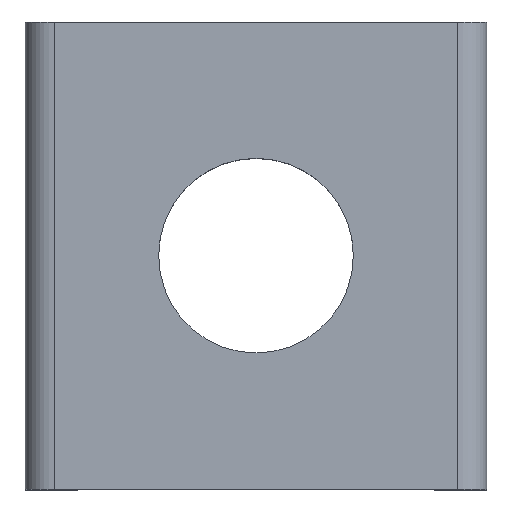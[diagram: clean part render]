
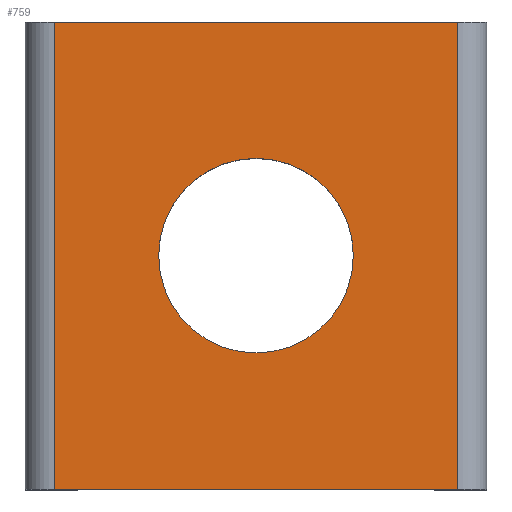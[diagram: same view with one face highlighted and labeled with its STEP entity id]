
A CAD part, top view. The second image highlights one B-rep face of the part: STEP entity #759.
In plain terms, the highlighted planar face has unit normal (0, 0, 1).
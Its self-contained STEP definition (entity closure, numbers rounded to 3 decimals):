
#16=FACE_BOUND('',#119,.T.);
#40=PLANE('',#835);
#78=FACE_OUTER_BOUND('',#118,.T.);
#118=EDGE_LOOP('',(#658,#659,#660,#661));
#119=EDGE_LOOP('',(#662));
#198=LINE('',#1246,#282);
#199=LINE('',#1250,#283);
#203=LINE('',#1259,#287);
#204=LINE('',#1260,#288);
#282=VECTOR('',#1022,10.);
#283=VECTOR('',#1027,10.);
#287=VECTOR('',#1035,10.);
#288=VECTOR('',#1036,10.);
#313=CIRCLE('',#829,1.666);
#381=VERTEX_POINT('',#1239);
#382=VERTEX_POINT('',#1243);
#383=VERTEX_POINT('',#1245);
#384=VERTEX_POINT('',#1249);
#387=VERTEX_POINT('',#1258);
#480=EDGE_CURVE('',#381,#381,#313,.T.);
#483=EDGE_CURVE('',#382,#383,#198,.T.);
#485=EDGE_CURVE('',#383,#384,#199,.T.);
#490=EDGE_CURVE('',#387,#382,#203,.T.);
#491=EDGE_CURVE('',#384,#387,#204,.T.);
#658=ORIENTED_EDGE('',*,*,#483,.F.);
#659=ORIENTED_EDGE('',*,*,#490,.F.);
#660=ORIENTED_EDGE('',*,*,#491,.F.);
#661=ORIENTED_EDGE('',*,*,#485,.F.);
#662=ORIENTED_EDGE('',*,*,#480,.T.);
#759=ADVANCED_FACE('',(#78,#16),#40,.T.);
#829=AXIS2_PLACEMENT_3D('',#1240,#1015,#1016);
#835=AXIS2_PLACEMENT_3D('',#1257,#1033,#1034);
#1015=DIRECTION('center_axis',(0.,0.,-1.));
#1016=DIRECTION('ref_axis',(-1.,0.,0.));
#1022=DIRECTION('',(0.,-1.,0.));
#1027=DIRECTION('',(-1.,0.,0.));
#1033=DIRECTION('center_axis',(0.,0.,1.));
#1034=DIRECTION('ref_axis',(1.,0.,0.));
#1035=DIRECTION('',(1.,0.,0.));
#1036=DIRECTION('',(0.,1.,0.));
#1239=CARTESIAN_POINT('',(1.666,0.,11.2));
#1240=CARTESIAN_POINT('Origin',(0.,0.,11.2));
#1243=CARTESIAN_POINT('',(3.45,4.,11.2));
#1245=CARTESIAN_POINT('',(3.45,-4.,11.2));
#1246=CARTESIAN_POINT('',(3.45,0.,11.2));
#1249=CARTESIAN_POINT('',(-3.45,-4.,11.2));
#1250=CARTESIAN_POINT('',(-3.95,-4.,11.2));
#1257=CARTESIAN_POINT('Origin',(-3.95,0.,11.2));
#1258=CARTESIAN_POINT('',(-3.45,4.,11.2));
#1259=CARTESIAN_POINT('',(-3.95,4.,11.2));
#1260=CARTESIAN_POINT('',(-3.45,0.,11.2));
